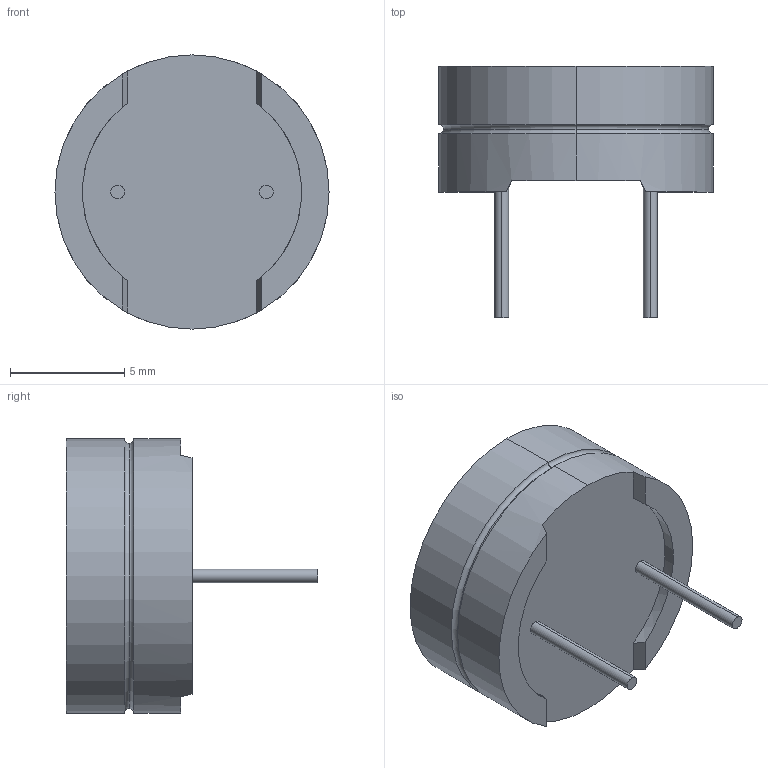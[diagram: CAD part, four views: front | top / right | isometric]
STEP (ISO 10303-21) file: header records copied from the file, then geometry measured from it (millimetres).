
FILE_DESCRIPTION (( 'STEP AP214' ), '1' );
FILE_NAME ('CUI_CSQ-601BP.step', '2017-08-15T20:48:17', ( '' ), ( '' ), 'SwSTEP 2.0', 'SolidWorks 2017', '' );
FILE_SCHEMA (( 'AUTOMOTIVE_DESIGN' ));
Length unit declared in the file: millimetre
Products named in the file (1): CUI_CSQ-601BP
Bounding box: 12 x 11 x 12 mm (x, y, z)
Volume: 540.5 mm3; surface area: 490.1 mm2
Topology: 1 solids, 1 shells, 30 faces, 66 edges, 42 vertices
Faces by surface type: cylinder 14, plane 12, torus 4
Entity records: 1204 total; most frequent: CARTESIAN_POINT 163, DIRECTION 158, ORIENTED_EDGE 132, AXIS2_PLACEMENT_3D 69, EDGE_CURVE 66, VERTEX_POINT 42, CIRCLE 38, EDGE_LOOP 34
